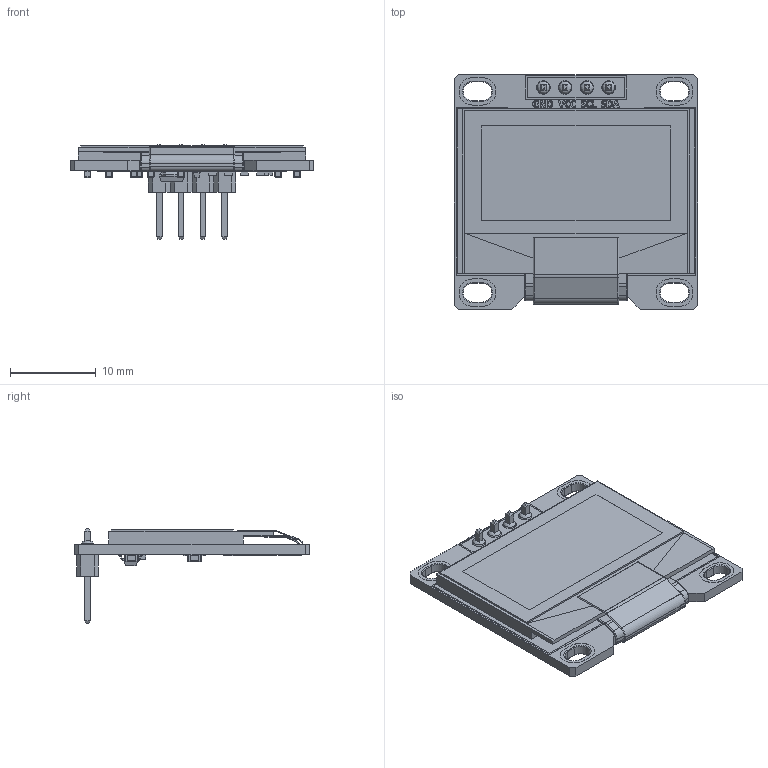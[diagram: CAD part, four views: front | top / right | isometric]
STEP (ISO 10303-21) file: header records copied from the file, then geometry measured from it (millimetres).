
FILE_DESCRIPTION(/* description */ (''),/* implementation_level */ '2;1');
FILE_NAME(/* name */ 'Pantalla OLED 0.96''''\Pantalla OLED 0.96'''' 128x64.stp',/* time_stamp */ '2022-09-25T15:10:30+02:00',/* author */ ('Usuario'),/* organization */ (''),/* preprocessor_version */ 'ST-DEVELOPER v18.1',/* originating_system */ 'Autodesk Inventor 2021',/* authorisation */ '');
FILE_SCHEMA (('AUTOMOTIVE_DESIGN { 1 0 10303 214 3 1 1 }'));
Products named in the file (7): Pantalla OLED 0.96'' 128x64; STEP OLED Display 128x64; SOT-23_TOR; RES_CR16_MTK; RES_CR16_MTK_1; 0603; SOD323F_DIO
Assembly tree (15 placements, depth 2):
  Pantalla OLED 0.96'' 128x64
    SOT-23_TOR
    RES_CR16_MTK_1  x4
    RES_CR16_MTK
    0603  x8
    SOD323F_DIO
  STEP OLED Display 128x64
Bounding box: 28.4 x 27.4 x 11 mm (x, y, z)
Volume: 1770 mm3; surface area: 4384.8 mm2
Topology: 37 solids, 37 shells, 2480 faces, 6212 edges, 3952 vertices
Faces by surface type: plane 1428, bspline 718, cylinder 236, sphere 64, torus 30, cone 4
Full cylindrical faces by diameter (mm): 0.145 x1
Entity records: 71304 total; most frequent: CARTESIAN_POINT 24782, ORIENTED_EDGE 10276, DIRECTION 6656, EDGE_CURVE 5138, LINE 3524, VECTOR 3524, VERTEX_POINT 3372, EDGE_LOOP 2222
